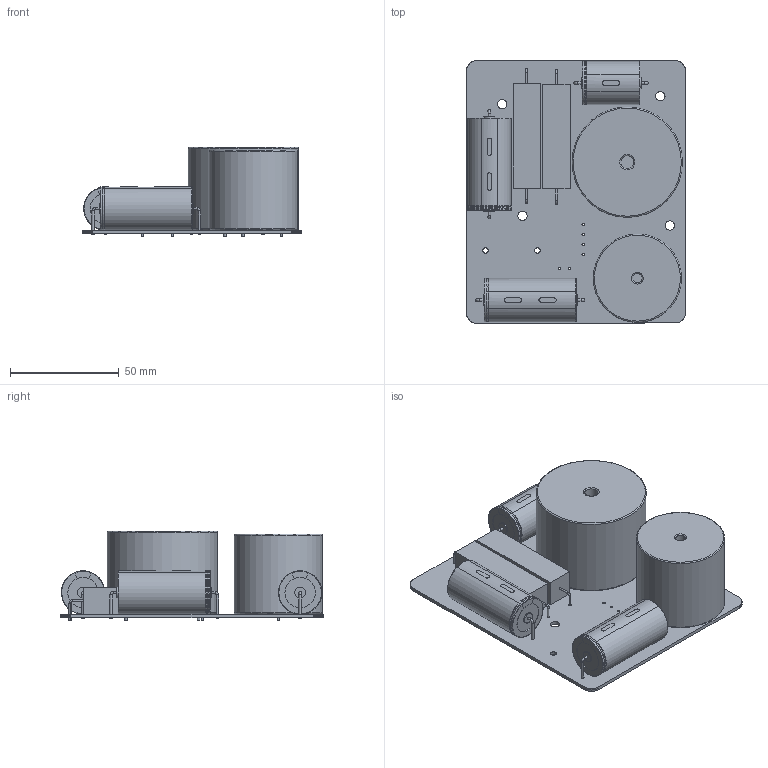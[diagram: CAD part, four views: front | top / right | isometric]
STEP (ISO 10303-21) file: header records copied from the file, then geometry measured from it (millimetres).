
FILE_DESCRIPTION(('KiCad electronic assembly'),'2;1');
FILE_NAME('X-over for bookshelf-1.step','2024-02-22T17:54:41',('Pcbnew') ,('Kicad'),'Open CASCADE STEP processor 7.6','KiCad to STEP converter' ,'Unknown');
FILE_SCHEMA(('AUTOMOTIVE_DESIGN { 1 0 10303 214 1 1 1 1 }'));
Length unit declared in the file: millimetre
Products named in the file (12): X-over for bookshelf-1 1; R_Axial_Power_L48.0mm_W12.5mm_P60.96mm; R_Axial_Power_L480mm_W125mm_P6096mm; CP_Axial_L26.5mm_D20.0mm_P33.00mm_Horizontal; CP_Axial_L265mm_D200mm_P3300mm_Horizontal; CP_Axial_L42.5mm_D20.0mm_P49.00mm_Horizontal; CP_Axial_L425mm_D200mm_P4900mm_Horizontal; L_Radial_D50.8mm_P33.27mm_Vishay_IHB-6; L_Radial_D40.6mm_P26.16mm_Vishay_IHB-5; X-over for bookshelf-1 PCB
Assembly tree (13 placements, depth 3):
  X-over for bookshelf-1 1
    R_Axial_Power_L48.0mm_W12.5mm_P60.96mm  x2
      R_Axial_Power_L480mm_W125mm_P6096mm
    CP_Axial_L26.5mm_D20.0mm_P33.00mm_Horizontal
      CP_Axial_L265mm_D200mm_P3300mm_Horizontal
    CP_Axial_L42.5mm_D20.0mm_P49.00mm_Horizontal  x2
      CP_Axial_L425mm_D200mm_P4900mm_Horizontal
    L_Radial_D50.8mm_P33.27mm_Vishay_IHB-6
      L_Radial_D50.8mm_P33.27mm_Vishay_IHB-6
    L_Radial_D40.6mm_P26.16mm_Vishay_IHB-5
      L_Radial_D40.6mm_P26.16mm_Vishay_IHB-5
    X-over for bookshelf-1 PCB
Bounding box: 100.82 x 120.86 x 41.2 mm (x, y, z)
Volume: 192618.7 mm3; surface area: 59362.6 mm2
Topology: 8 solids, 11 shells, 333 faces, 841 edges, 552 vertices
Faces by surface type: plane 169, cylinder 118, revolution 18, torus 16, bspline 12
Full cylindrical faces by diameter (mm): 0.8 x8, 1 x2, 1.1 x21, 1.2 x4, 1.3 x4, 1.4 x6, 1.6 x2, 2.6 x2, 4.3 x4, 4.45 x1, 5 x6, 6.1 x1, 40.64 x1, 50.8 x1
Entity records: 21757 total; most frequent: CARTESIAN_POINT 7269, DIRECTION 2470, LINE 1430, VECTOR 1430, ORIENTED_EDGE 1308, PCURVE 1308, DEFINITIONAL_REPRESENTATION 1308, EDGE_CURVE 654
